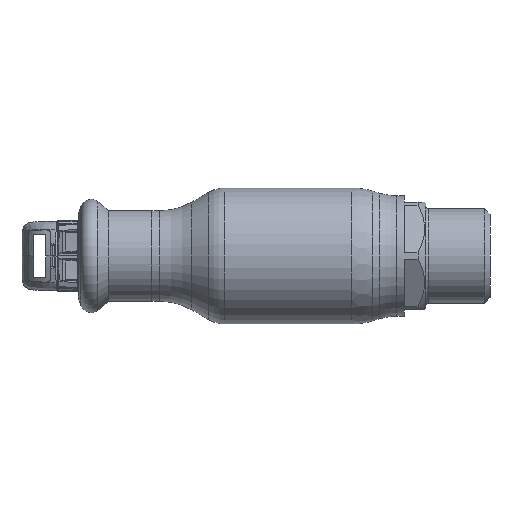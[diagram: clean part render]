
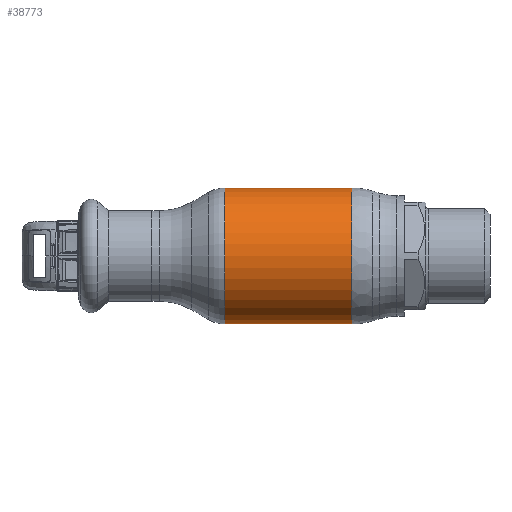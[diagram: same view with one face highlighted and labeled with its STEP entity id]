
A CAD part, front view. The second image highlights one B-rep face of the part: STEP entity #38773.
In plain terms, the highlighted cylindrical face has radius 19 mm (diameter 38 mm), a partial arc.
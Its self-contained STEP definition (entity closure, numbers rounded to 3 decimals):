
#1689 = CARTESIAN_POINT ( 'NONE',  ( -18.088, 0., 0. ) ) ;
#2574 = CARTESIAN_POINT ( 'NONE',  ( 17.411, 0., 19. ) ) ;
#3160 = CIRCLE ( 'NONE', #55027, 19. ) ;
#3356 = CARTESIAN_POINT ( 'NONE',  ( -62.69, 0., 0. ) ) ;
#6757 = CARTESIAN_POINT ( 'NONE',  ( 17.411, 0., -19. ) ) ;
#7241 = CYLINDRICAL_SURFACE ( 'NONE', #24500, 19. ) ;
#7604 = DIRECTION ( 'NONE',  ( -1., 0., 0. ) ) ;
#7731 = ORIENTED_EDGE ( 'NONE', *, *, #50141, .F. ) ;
#9792 = AXIS2_PLACEMENT_3D ( 'NONE', #34205, #45141, #17471 ) ;
#12152 = CIRCLE ( 'NONE', #9792, 19. ) ;
#17471 = DIRECTION ( 'NONE',  ( 0., 0., 1. ) ) ;
#18071 = CARTESIAN_POINT ( 'NONE',  ( -18.088, 0., -19. ) ) ;
#18357 = FACE_OUTER_BOUND ( 'NONE', #50940, .T. ) ;
#18645 = CARTESIAN_POINT ( 'NONE',  ( -18.088, 0., 19. ) ) ;
#19612 = VERTEX_POINT ( 'NONE', #18071 ) ;
#20579 = ORIENTED_EDGE ( 'NONE', *, *, #45635, .F. ) ;
#24500 = AXIS2_PLACEMENT_3D ( 'NONE', #3356, #30796, #24810 ) ;
#24810 = DIRECTION ( 'NONE',  ( 0., 0., 1. ) ) ;
#26346 = EDGE_CURVE ( 'NONE', #59970, #40007, #12152, .T. ) ;
#30796 = DIRECTION ( 'NONE',  ( -1., 0., 0. ) ) ;
#34205 = CARTESIAN_POINT ( 'NONE',  ( 17.411, 0., 0. ) ) ;
#38773 = ADVANCED_FACE ( 'NONE', ( #18357 ), #7241, .T. ) ;
#40007 = VERTEX_POINT ( 'NONE', #2574 ) ;
#45141 = DIRECTION ( 'NONE',  ( -1., 0., 0. ) ) ;
#45635 = EDGE_CURVE ( 'NONE', #59970, #19612, #59308, .T. ) ;
#46152 = ORIENTED_EDGE ( 'NONE', *, *, #26346, .T. ) ;
#46644 = VERTEX_POINT ( 'NONE', #18645 ) ;
#50141 = EDGE_CURVE ( 'NONE', #19612, #46644, #3160, .T. ) ;
#50940 = EDGE_LOOP ( 'NONE', ( #20579, #46152, #69256, #7731 ) ) ;
#52259 = VECTOR ( 'NONE', #69169, 1000. ) ;
#55027 = AXIS2_PLACEMENT_3D ( 'NONE', #1689, #7604, #66792 ) ;
#56515 = EDGE_CURVE ( 'NONE', #40007, #46644, #56523, .T. ) ;
#56523 = LINE ( 'NONE', #63727, #52259 ) ;
#59308 = LINE ( 'NONE', #63985, #67756 ) ;
#59970 = VERTEX_POINT ( 'NONE', #6757 ) ;
#63727 = CARTESIAN_POINT ( 'NONE',  ( -62.69, 0., 19. ) ) ;
#63985 = CARTESIAN_POINT ( 'NONE',  ( -62.69, 0., -19. ) ) ;
#66792 = DIRECTION ( 'NONE',  ( 0., 0., 1. ) ) ;
#67756 = VECTOR ( 'NONE', #69417, 1000. ) ;
#69169 = DIRECTION ( 'NONE',  ( -1., 0., 0. ) ) ;
#69256 = ORIENTED_EDGE ( 'NONE', *, *, #56515, .T. ) ;
#69417 = DIRECTION ( 'NONE',  ( -1., 0., 0. ) ) ;
